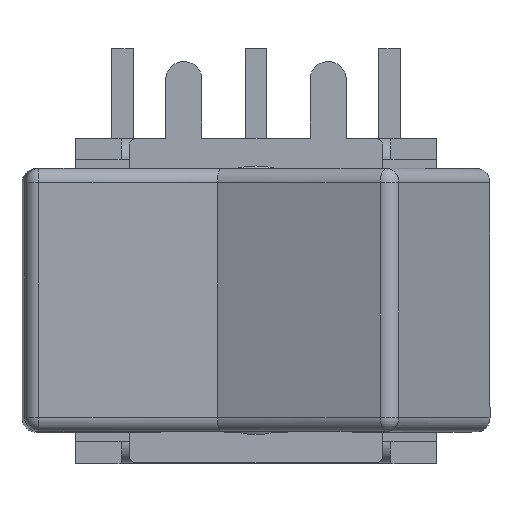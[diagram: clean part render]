
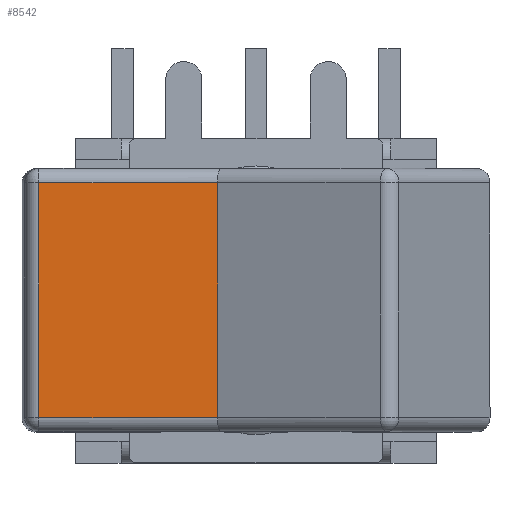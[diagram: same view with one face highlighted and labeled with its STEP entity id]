
A CAD part, top view. The second image highlights one B-rep face of the part: STEP entity #8542.
In plain terms, the highlighted planar face has unit normal (-0.009, 0, 1).
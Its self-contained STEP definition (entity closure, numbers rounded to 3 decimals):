
#809=FACE_OUTER_BOUND('',#1301,.T.);
#1301=EDGE_LOOP('',(#6357,#6358,#6359,#6360));
#1972=LINE('',#12800,#2956);
#1977=LINE('',#12819,#2961);
#1979=LINE('',#12823,#2963);
#1980=LINE('',#12824,#2964);
#2956=VECTOR('',#10321,10.);
#2961=VECTOR('',#10346,10.);
#2963=VECTOR('',#10350,10.);
#2964=VECTOR('',#10351,10.);
#3853=VERTEX_POINT('',#12794);
#3854=VERTEX_POINT('',#12798);
#3858=VERTEX_POINT('',#12818);
#3859=VERTEX_POINT('',#12822);
#4754=EDGE_CURVE('',#3854,#3853,#1972,.T.);
#4763=EDGE_CURVE('',#3853,#3858,#1977,.T.);
#4765=EDGE_CURVE('',#3854,#3859,#1979,.T.);
#4766=EDGE_CURVE('',#3858,#3859,#1980,.T.);
#6357=ORIENTED_EDGE('',*,*,#4754,.F.);
#6358=ORIENTED_EDGE('',*,*,#4765,.T.);
#6359=ORIENTED_EDGE('',*,*,#4766,.F.);
#6360=ORIENTED_EDGE('',*,*,#4763,.F.);
#8172=PLANE('',#9088);
#8542=ADVANCED_FACE('',(#809),#8172,.T.);
#9088=AXIS2_PLACEMENT_3D('',#12821,#10348,#10349);
#10321=DIRECTION('',(1.,0.,0.009));
#10346=DIRECTION('',(0.,-1.,0.));
#10348=DIRECTION('center_axis',(-0.009,0.,
1.));
#10349=DIRECTION('ref_axis',(0.,-1.,0.));
#10350=DIRECTION('',(0.,-1.,0.));
#10351=DIRECTION('',(-1.,0.,-0.009));
#12794=CARTESIAN_POINT('',(-1.353,4.135,19.485));
#12798=CARTESIAN_POINT('',(-7.645,4.135,19.43));
#12800=CARTESIAN_POINT('',(-4.156,4.135,19.46));
#12818=CARTESIAN_POINT('',(-1.353,-4.135,19.485));
#12819=CARTESIAN_POINT('',(-1.353,4.635,19.485));
#12821=CARTESIAN_POINT('Origin',(-7.645,4.635,19.43));
#12822=CARTESIAN_POINT('',(-7.645,-4.135,19.43));
#12823=CARTESIAN_POINT('',(-7.645,4.635,19.43));
#12824=CARTESIAN_POINT('',(-4.156,-4.135,19.46));
